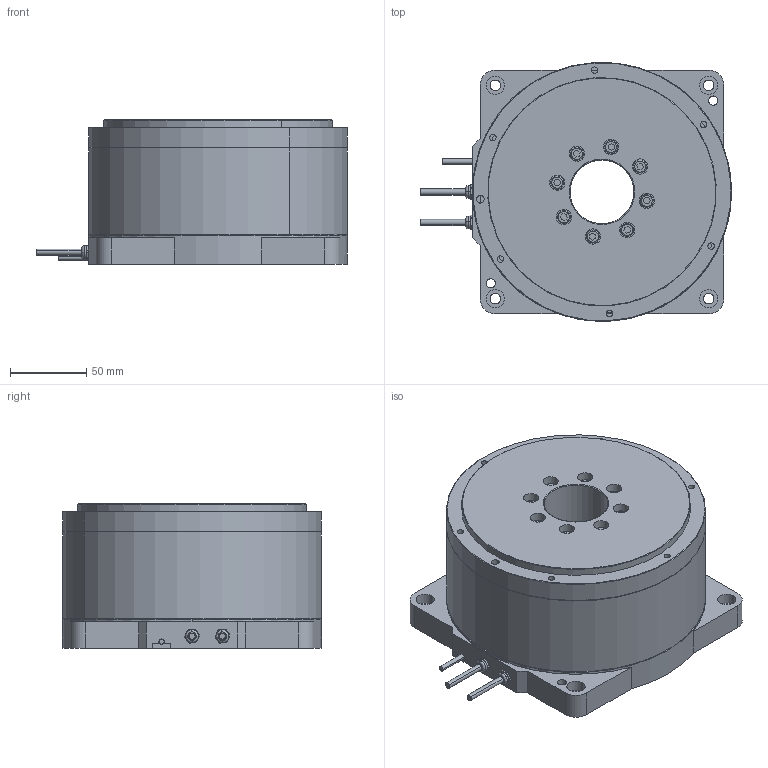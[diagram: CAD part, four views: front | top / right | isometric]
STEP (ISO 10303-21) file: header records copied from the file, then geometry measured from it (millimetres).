
FILE_DESCRIPTION (( 'STEP AP203' ), '1' );
FILE_NAME ('ZWDOR170-95-MODEL-A01.STEP', '2024-03-07T02:38:33', ( '' ), ( '' ), 'SwSTEP 2.0', 'SolidWorks 2020', '' );
FILE_SCHEMA (( 'CONFIG_CONTROL_DESIGN' ));
Length unit declared in the file: millimetre
Products named in the file (1): ZWDOR170-95-MODEL-A01
Bounding box: 204.13 x 170 x 95 mm (x, y, z)
Surface area: 147836.1 mm2 (no closed solid volume)
Topology: 0 solids, 23 shells, 310 faces, 937 edges, 653 vertices
Faces by surface type: cylinder 157, plane 89, cone 40, torus 20, bspline 4
Entity records: 11061 total; most frequent: CARTESIAN_POINT 2391, DIRECTION 1909, ORIENTED_EDGE 1557, EDGE_CURVE 935, AXIS2_PLACEMENT_3D 765, VERTEX_POINT 653, CIRCLE 458, EDGE_LOOP 415
